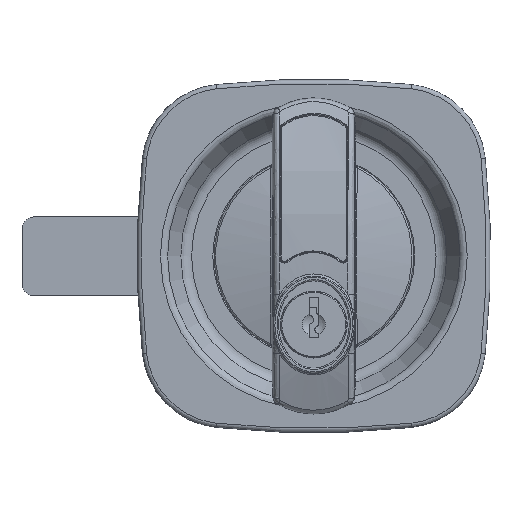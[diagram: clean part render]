
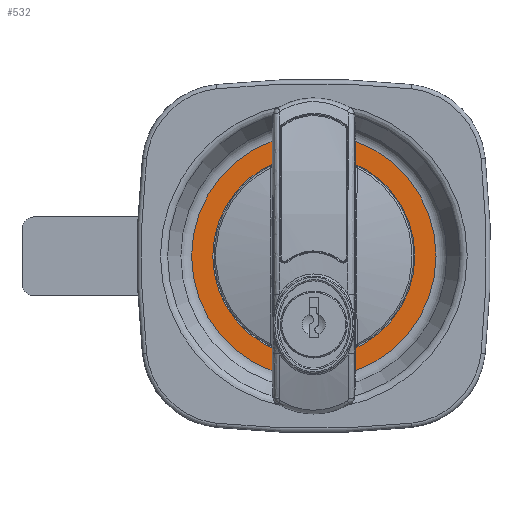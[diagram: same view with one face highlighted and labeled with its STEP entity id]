
A CAD part, top view. The second image highlights one B-rep face of the part: STEP entity #532.
In plain terms, the highlighted planar face has unit normal (0, 0, 1).
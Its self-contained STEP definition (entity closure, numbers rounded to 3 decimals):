
#532=ADVANCED_FACE('',(#1589,#1590),#1591,.T.);
#1589=FACE_BOUND('',#4491,.T.);
#1590=FACE_OUTER_BOUND('',#4492,.T.);
#1591=PLANE('',#4493);
#4491=EDGE_LOOP('',(#14860));
#4492=EDGE_LOOP('',(#14861));
#4493=AXIS2_PLACEMENT_3D('',#14862,#14863,#14864);
#14860=ORIENTED_EDGE('',*,*,#21691,.T.);
#14861=ORIENTED_EDGE('',*,*,#21802,.T.);
#14862=CARTESIAN_POINT('',(0.0,0.0,-5.0));
#14863=DIRECTION('',(0.0,0.0,1.0));
#14864=DIRECTION('',(1.0,0.0,0.0));
#21691=EDGE_CURVE('',#24401,#24401,#24402,.F.);
#21802=EDGE_CURVE('',#24591,#24591,#24592,.T.);
#24401=VERTEX_POINT('',#29680);
#24402=CIRCLE('',#29681,24.295);
#24591=VERTEX_POINT('',#30114);
#24592=CIRCLE('',#30115,29.381);
#29680=CARTESIAN_POINT('',(24.295,0.,-5.0));
#29681=AXIS2_PLACEMENT_3D('',#40389,#40390,#40391);
#30114=CARTESIAN_POINT('',(29.381,0.0,-5.0));
#30115=AXIS2_PLACEMENT_3D('',#40545,#40546,#40547);
#40389=CARTESIAN_POINT('',(0.,0.0,-5.0));
#40390=DIRECTION('',(0.0,0.0,1.0));
#40391=DIRECTION('',(1.0,0.0,0.0));
#40545=CARTESIAN_POINT('',(0.0,0.0,-5.0));
#40546=DIRECTION('',(0.0,0.0,1.0));
#40547=DIRECTION('',(1.0,0.0,0.0));
